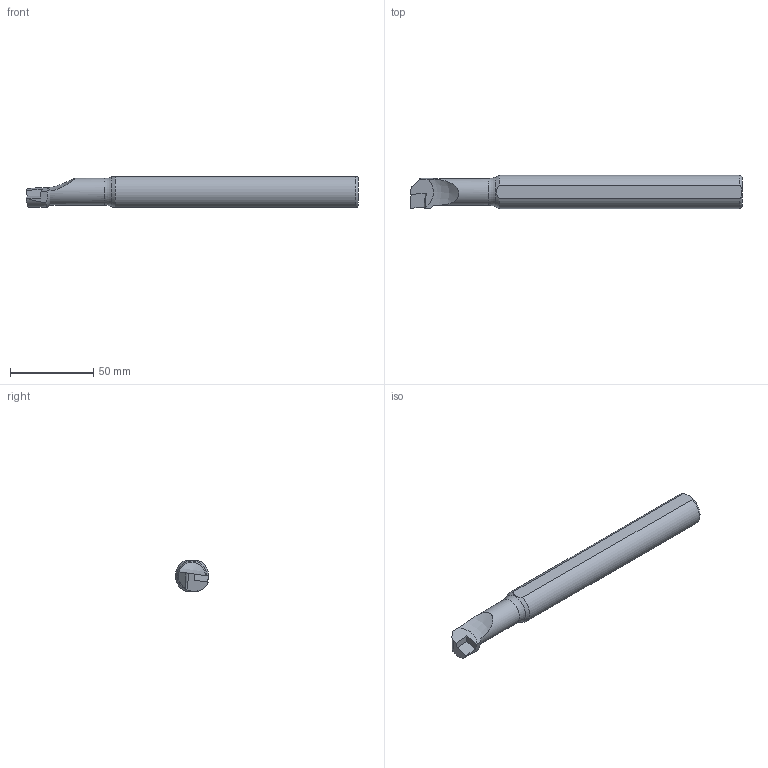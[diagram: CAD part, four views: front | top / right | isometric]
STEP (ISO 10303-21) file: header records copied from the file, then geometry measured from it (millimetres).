
FILE_DESCRIPTION(/* description */ (''),/* implementation_level */ '2;1');
FILE_NAME(/* name */ 'S1620R-SCLCR-09.stp',/* time_stamp */ '2023-10-13T17:16:37+03:00',/* author */ (''),/* organization */ (''),/* preprocessor_version */ 'ST-DEVELOPER v19.4',/* originating_system */ 'SIEMENS PLM Software NX2306.3001',/* authorisation */ '');
FILE_SCHEMA (('AUTOMOTIVE_DESIGN { 1 0 10303 214 3 1 1 1 }'));
Length unit declared in the file: millimetre
Products named in the file (1): S1620R SCLCR 09-LIGHT_objects
Bounding box: 199.38 x 20.06 x 18.55 mm (x, y, z)
Volume: 53543.5 mm3; surface area: 12147.1 mm2
Topology: 1 solids, 1 shells, 22 faces, 58 edges, 38 vertices
Faces by surface type: plane 10, cylinder 5, cone 4, torus 2, bspline 1
Full cylindrical faces by diameter (mm): 16 x1
Entity records: 1568 total; most frequent: CARTESIAN_POINT 1045, ORIENTED_EDGE 102, DIRECTION 95, EDGE_CURVE 51, AXIS2_PLACEMENT_3D 37, VERTEX_POINT 35, EDGE_LOOP 26, ADVANCED_FACE 22
